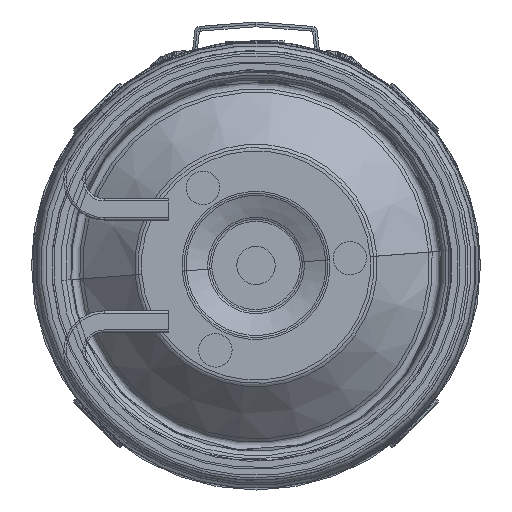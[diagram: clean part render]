
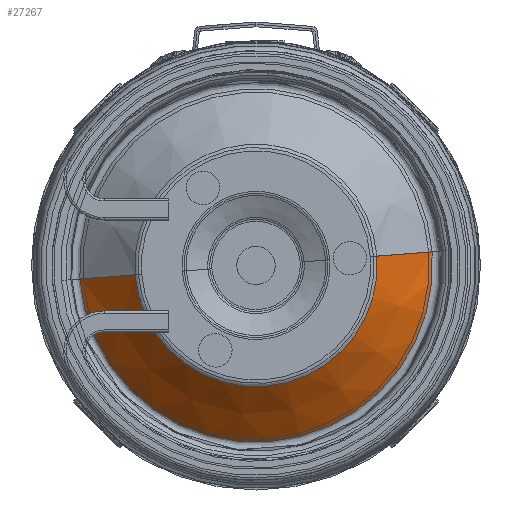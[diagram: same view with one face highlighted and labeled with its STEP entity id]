
A CAD part, front view. The second image highlights one B-rep face of the part: STEP entity #27267.
In plain terms, the highlighted conical face has half-angle 46.546 degrees and reference radius 25.375 mm.
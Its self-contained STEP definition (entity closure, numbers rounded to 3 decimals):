
#770 = ORIENTED_EDGE ( 'NONE', *, *, #16671, .F. ) ;
#3555 = CARTESIAN_POINT ( 'NONE',  ( 0., 0.548, 25.376 ) ) ;
#4197 = CARTESIAN_POINT ( 'NONE',  ( 0., 0.548, -25.376 ) ) ;
#4544 = CARTESIAN_POINT ( 'NONE',  ( 0., 0.548, 25.376 ) ) ;
#5011 = CIRCLE ( 'NONE', #35123, 25.376 ) ;
#6284 = DIRECTION ( 'NONE',  ( 0., 0., 1. ) ) ;
#7887 = LINE ( 'NONE', #4544, #33665 ) ;
#8101 = CARTESIAN_POINT ( 'NONE',  ( 0., 11.526, -36.962 ) ) ;
#8236 = AXIS2_PLACEMENT_3D ( 'NONE', #36743, #36959, #30249 ) ;
#8790 = VERTEX_POINT ( 'NONE', #3555 ) ;
#10977 = VECTOR ( 'NONE', #23660, 1000. ) ;
#11592 = CIRCLE ( 'NONE', #8236, 36.962 ) ;
#11815 = DIRECTION ( 'NONE',  ( 0., 0., 1. ) ) ;
#12237 = DIRECTION ( 'NONE',  ( 0., 1., 0. ) ) ;
#12358 = CARTESIAN_POINT ( 'NONE',  ( 0., 0.548, 0. ) ) ;
#16671 = EDGE_CURVE ( 'NONE', #29010, #24396, #11592, .T. ) ;
#17153 = CONICAL_SURFACE ( 'NONE', #20506, 25.376, 0.812 ) ;
#20506 = AXIS2_PLACEMENT_3D ( 'NONE', #12358, #38309, #6284 ) ;
#21565 = EDGE_CURVE ( 'NONE', #8790, #24396, #7887, .T. ) ;
#21884 = CARTESIAN_POINT ( 'NONE',  ( 0., 0.548, 0. ) ) ;
#23548 = EDGE_LOOP ( 'NONE', ( #41398, #25545, #37501, #770 ) ) ;
#23660 = DIRECTION ( 'NONE',  ( 0., 0.688, -0.726 ) ) ;
#24396 = VERTEX_POINT ( 'NONE', #28855 ) ;
#25261 = EDGE_CURVE ( 'NONE', #37719, #29010, #29719, .T. ) ;
#25545 = ORIENTED_EDGE ( 'NONE', *, *, #28415, .T. ) ;
#26583 = CARTESIAN_POINT ( 'NONE',  ( 0., 0.548, -25.376 ) ) ;
#27267 = ADVANCED_FACE ( 'NONE', ( #34964 ), #17153, .T. ) ;
#28415 = EDGE_CURVE ( 'NONE', #37719, #8790, #5011, .T. ) ;
#28855 = CARTESIAN_POINT ( 'NONE',  ( 0., 11.526, 36.962 ) ) ;
#29010 = VERTEX_POINT ( 'NONE', #8101 ) ;
#29719 = LINE ( 'NONE', #26583, #10977 ) ;
#30249 = DIRECTION ( 'NONE',  ( 0., 0., 1. ) ) ;
#33665 = VECTOR ( 'NONE', #36364, 1000. ) ;
#34964 = FACE_OUTER_BOUND ( 'NONE', #23548, .T. ) ;
#35123 = AXIS2_PLACEMENT_3D ( 'NONE', #21884, #12237, #11815 ) ;
#36364 = DIRECTION ( 'NONE',  ( 0., 0.688, 0.726 ) ) ;
#36743 = CARTESIAN_POINT ( 'NONE',  ( 0., 11.526, 0. ) ) ;
#36959 = DIRECTION ( 'NONE',  ( 0., 1., 0. ) ) ;
#37501 = ORIENTED_EDGE ( 'NONE', *, *, #21565, .T. ) ;
#37719 = VERTEX_POINT ( 'NONE', #4197 ) ;
#38309 = DIRECTION ( 'NONE',  ( 0., 1., 0. ) ) ;
#41398 = ORIENTED_EDGE ( 'NONE', *, *, #25261, .F. ) ;
